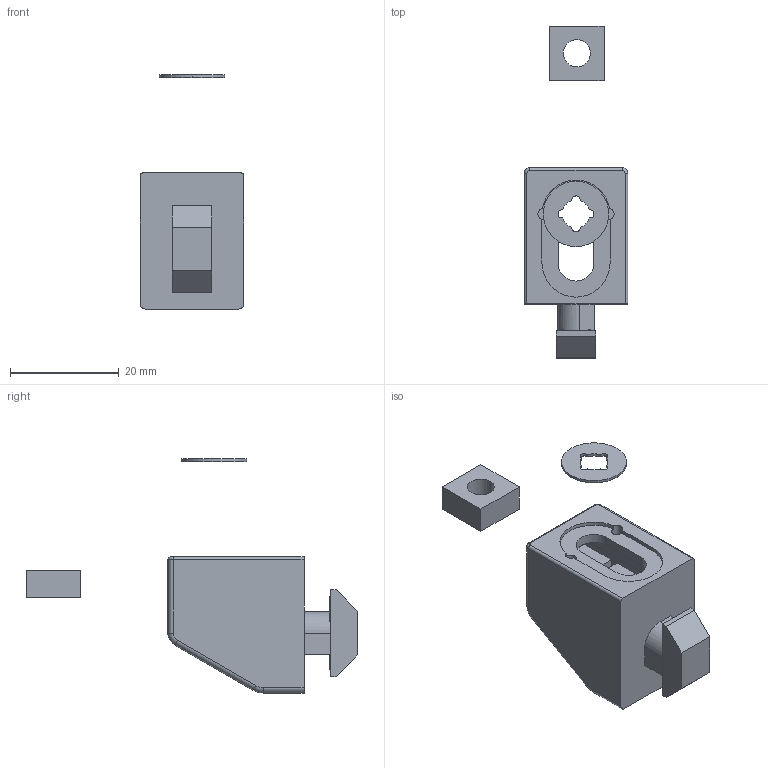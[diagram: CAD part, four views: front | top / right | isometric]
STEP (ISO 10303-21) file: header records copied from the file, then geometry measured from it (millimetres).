
FILE_DESCRIPTION (( 'STEP AP214' ), '1' );
FILE_NAME ('094080CSM6.STEP', '2014-08-19T07:33:27', ( '' ), ( '' ), 'SwSTEP 2.0', 'SolidWorks 2014', '' );
FILE_SCHEMA (( 'AUTOMOTIVE_DESIGN' ));
Length unit declared in the file: millimetre
Products named in the file (4): 093166_093 166 SW; 340me320_340me320; 094080_Uniblock 25 CS; 094080CSM6
Assembly tree (3 placements, depth 2):
  094080CSM6
    094080_Uniblock 25 CS
    340me320_340me320
    093166_093 166 SW
Bounding box: 19 x 60.94 x 42.99 mm (x, y, z)
Volume: 6049.6 mm3; surface area: 5022.1 mm2
Topology: 3 solids, 3 shells, 140 faces, 370 edges, 240 vertices
Faces by surface type: plane 83, cylinder 47, torus 10
Entity records: 4524 total; most frequent: CARTESIAN_POINT 788, DIRECTION 760, ORIENTED_EDGE 740, EDGE_CURVE 370, VECTOR 256, LINE 256, AXIS2_PLACEMENT_3D 252, VERTEX_POINT 240
